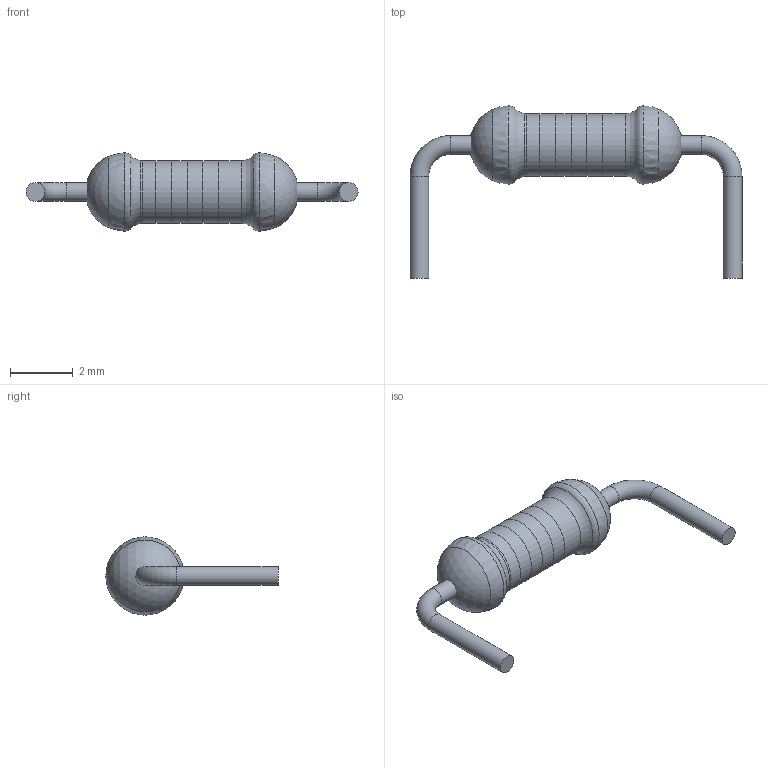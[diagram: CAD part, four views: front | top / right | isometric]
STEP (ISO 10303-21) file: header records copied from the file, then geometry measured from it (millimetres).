
FILE_DESCRIPTION(('FreeCAD Model'),'2;1');
FILE_NAME('Resistor 0,25W.step', '2020-10-26T10:59:43',('Author'),(''), 'Open CASCADE STEP processor 7.3','FreeCAD','Unknown');
FILE_SCHEMA(('AUTOMOTIVE_DESIGN { 1 0 10303 214 1 1 1 1 }'));
Length unit declared in the file: millimetre
Products named in the file (8): 1K2-1%; PinH0.6_10^1K2-1%; Body^1K2-1%; ColourBand_1^1K2-1%; ColourBand_2^1K2-1%; ColourBand_3^1K2-1%; ColourBand_4^1K2-1%; ColourBand_5^1K2-1%
Assembly tree (7 placements, depth 2):
  1K2-1%
    PinH0.6_10^1K2-1%
    Body^1K2-1%
    ColourBand_1^1K2-1%
    ColourBand_2^1K2-1%
    ColourBand_3^1K2-1%
    ColourBand_4^1K2-1%
    ColourBand_5^1K2-1%
Bounding box: 10.6 x 5.5 x 2.5 mm (x, y, z)
Volume: 27.6 mm3; surface area: 156 mm2
Topology: 7 solids, 7 shells, 52 faces, 84 edges, 54 vertices
Faces by surface type: plane 22, cylinder 19, torus 7, sphere 4
Full cylindrical faces by diameter (mm): 0.6 x3, 1.011 x10, 2 x6
Entity records: 2849 total; most frequent: CARTESIAN_POINT 813, DIRECTION 347, ORIENTED_EDGE 160, PCURVE 160, DEFINITIONAL_REPRESENTATION 160, AXIS2_PLACEMENT_3D 114, LINE 105, VECTOR 105
